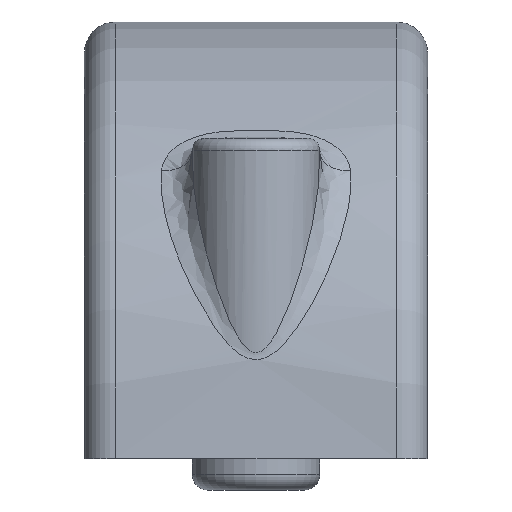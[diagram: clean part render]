
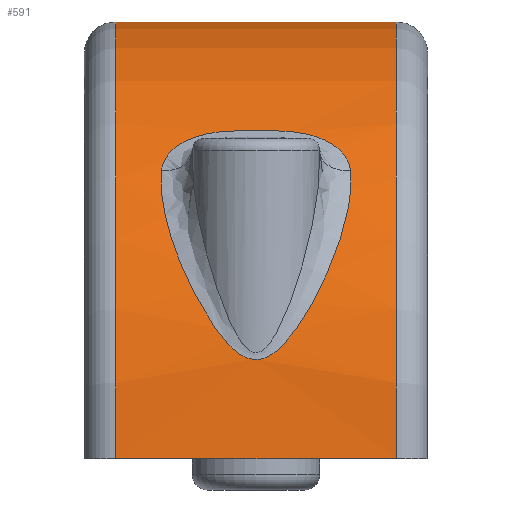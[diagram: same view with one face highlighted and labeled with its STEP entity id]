
A CAD part, left-side view. The second image highlights one B-rep face of the part: STEP entity #591.
In plain terms, the highlighted cylindrical face has radius 28 mm (diameter 56 mm), a partial arc.
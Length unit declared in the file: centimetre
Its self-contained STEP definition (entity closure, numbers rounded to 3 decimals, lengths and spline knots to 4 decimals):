
#40=FACE_BOUND('',#168,.T.);
#41=FACE_BOUND('',#169,.T.);
#54=LINE('',#1121,#80);
#55=LINE('',#1124,#81);
#80=VECTOR('',#726,1.);
#81=VECTOR('',#729,1.);
#107=CYLINDRICAL_SURFACE('',#636,2.8);
#125=FACE_OUTER_BOUND('',#167,.T.);
#167=EDGE_LOOP('',(#428,#429,#430,#431));
#168=EDGE_LOOP('',(#432,#433));
#169=EDGE_LOOP('',(#434,#435));
#223=CIRCLE('',#637,2.8);
#224=CIRCLE('',#638,2.8);
#264=B_SPLINE_CURVE_WITH_KNOTS('',3,(#982,#983,#984,#985,#986,#987,#988,
#989,#990,#991,#992),.UNSPECIFIED.,.F.,.F.,(4,1,1,1,1,1,1,1,4),(-1.6135,
-1.383,-1.1525,-0.922,-0.8068,
-0.6915,-0.461,-0.2305,0.),
 .UNSPECIFIED.);
#266=B_SPLINE_CURVE_WITH_KNOTS('',3,(#1082,#1083,#1084,#1085,#1086,#1087,
#1088,#1089,#1090,#1091,#1092,#1093,#1094,#1095,#1096,#1097),
 .UNSPECIFIED.,.F.,.F.,(4,1,1,1,1,1,1,1,1,1,1,1,1,4),(-3.3415,
-2.8642,-2.3868,-2.0686,-1.9094,
-1.7503,-1.6708,-1.5912,-1.5116,
-1.4321,-1.1934,-0.9547,-0.4774,
0.),.UNSPECIFIED.);
#268=B_SPLINE_CURVE_WITH_KNOTS('',3,(#1127,#1128,#1129,#1130,#1131,#1132,
#1133,#1134,#1135,#1136,#1137,#1138,#1139,#1140,#1141,#1142,#1143,#1144,
#1145,#1146,#1147,#1148,#1149),.UNSPECIFIED.,.F.,.F.,(4,1,1,1,1,1,1,1,1,
1,1,1,1,1,1,1,1,1,1,1,4),(-3.3415,-2.8642,-2.3868,
-2.1481,-2.0288,-1.9094,-1.7503,
-1.6708,-1.5912,-1.5514,-1.5116,
-1.4321,-1.3525,-1.273,-1.2531,
-1.2332,-1.1934,-1.1138,-0.9547,
-0.4774,0.),.UNSPECIFIED.);
#269=B_SPLINE_CURVE_WITH_KNOTS('',3,(#1150,#1151,#1152,#1153,#1154,#1155,
#1156,#1157,#1158,#1159,#1160,#1161),.UNSPECIFIED.,.F.,.F.,(4,1,1,1,1,1,
1,1,1,4),(-1.6135,-1.383,-1.1525,-0.922,
-0.8068,-0.6915,-0.5763,-0.461,
-0.2305,0.),.UNSPECIFIED.);
#281=VERTEX_POINT('',#979);
#282=VERTEX_POINT('',#981);
#284=VERTEX_POINT('',#1117);
#285=VERTEX_POINT('',#1118);
#286=VERTEX_POINT('',#1120);
#287=VERTEX_POINT('',#1122);
#288=VERTEX_POINT('',#1125);
#289=VERTEX_POINT('',#1126);
#335=EDGE_CURVE('',#281,#282,#264,.T.);
#338=EDGE_CURVE('',#282,#281,#266,.T.);
#341=EDGE_CURVE('',#284,#285,#223,.T.);
#342=EDGE_CURVE('',#286,#284,#54,.T.);
#343=EDGE_CURVE('',#287,#286,#224,.T.);
#344=EDGE_CURVE('',#287,#285,#55,.T.);
#345=EDGE_CURVE('',#288,#289,#268,.T.);
#346=EDGE_CURVE('',#289,#288,#269,.T.);
#428=ORIENTED_EDGE('',*,*,#341,.F.);
#429=ORIENTED_EDGE('',*,*,#342,.F.);
#430=ORIENTED_EDGE('',*,*,#343,.F.);
#431=ORIENTED_EDGE('',*,*,#344,.T.);
#432=ORIENTED_EDGE('',*,*,#345,.F.);
#433=ORIENTED_EDGE('',*,*,#346,.F.);
#434=ORIENTED_EDGE('',*,*,#335,.F.);
#435=ORIENTED_EDGE('',*,*,#338,.F.);
#591=ADVANCED_FACE('',(#125,#40,#41),#107,.T.);
#636=AXIS2_PLACEMENT_3D('',#1116,#722,#723);
#637=AXIS2_PLACEMENT_3D('',#1119,#724,#725);
#638=AXIS2_PLACEMENT_3D('',#1123,#727,#728);
#722=DIRECTION('center_axis',(0.,1.,0.));
#723=DIRECTION('ref_axis',(-0.707,0.,0.707));
#724=DIRECTION('center_axis',(0.,1.,0.));
#725=DIRECTION('ref_axis',(0.,0.,1.));
#726=DIRECTION('',(0.,1.,0.));
#727=DIRECTION('center_axis',(0.,-1.,0.));
#728=DIRECTION('ref_axis',(0.,0.,1.));
#729=DIRECTION('',(0.,1.,0.));
#979=CARTESIAN_POINT('',(2.1048,1.7062,1.8466));
#981=CARTESIAN_POINT('',(2.1048,0.4938,1.8466));
#982=CARTESIAN_POINT('Ctrl Pts',(2.1048,1.7062,1.8466));
#983=CARTESIAN_POINT('Ctrl Pts',(2.0576,1.7014,1.9004));
#984=CARTESIAN_POINT('Ctrl Pts',(1.9615,1.6415,2.0006));
#985=CARTESIAN_POINT('Ctrl Pts',(1.8647,1.447,2.0891));
#986=CARTESIAN_POINT('Ctrl Pts',(1.847,1.2536,2.1043));
#987=CARTESIAN_POINT('Ctrl Pts',(1.8489,1.1001,2.1028));
#988=CARTESIAN_POINT('Ctrl Pts',(1.8467,0.9468,2.1046));
#989=CARTESIAN_POINT('Ctrl Pts',(1.8652,0.7528,2.0886));
#990=CARTESIAN_POINT('Ctrl Pts',(1.9614,0.5585,2.0007));
#991=CARTESIAN_POINT('Ctrl Pts',(2.0576,0.4986,1.9004));
#992=CARTESIAN_POINT('Ctrl Pts',(2.1048,0.4938,1.8466));
#1082=CARTESIAN_POINT('Ctrl Pts',(2.1048,0.4938,1.8466));
#1083=CARTESIAN_POINT('Ctrl Pts',(2.2025,0.4839,1.7352));
#1084=CARTESIAN_POINT('Ctrl Pts',(2.3808,0.5187,1.4952));
#1085=CARTESIAN_POINT('Ctrl Pts',(2.5565,0.6493,1.1595));
#1086=CARTESIAN_POINT('Ctrl Pts',(2.6513,0.7862,0.9072));
#1087=CARTESIAN_POINT('Ctrl Pts',(2.6988,0.9032,0.7493));
#1088=CARTESIAN_POINT('Ctrl Pts',(2.7214,0.995,0.6597));
#1089=CARTESIAN_POINT('Ctrl Pts',(2.7284,1.1,0.6289));
#1090=CARTESIAN_POINT('Ctrl Pts',(2.7231,1.1789,0.652));
#1091=CARTESIAN_POINT('Ctrl Pts',(2.712,1.2412,0.697));
#1092=CARTESIAN_POINT('Ctrl Pts',(2.688,1.3294,0.787));
#1093=CARTESIAN_POINT('Ctrl Pts',(2.644,1.4252,0.9288));
#1094=CARTESIAN_POINT('Ctrl Pts',(2.5454,1.5596,1.1805));
#1095=CARTESIAN_POINT('Ctrl Pts',(2.3808,1.6809,1.4953));
#1096=CARTESIAN_POINT('Ctrl Pts',(2.2025,1.7161,1.7352));
#1097=CARTESIAN_POINT('Ctrl Pts',(2.1048,1.7062,1.8466));
#1116=CARTESIAN_POINT('Origin',(0.,0.,0.));
#1117=CARTESIAN_POINT('',(-2.8,2.,0.));
#1118=CARTESIAN_POINT('',(2.8,2.,0.));
#1119=CARTESIAN_POINT('Origin',(0.,2.,0.));
#1120=CARTESIAN_POINT('',(-2.8,0.2,0.));
#1121=CARTESIAN_POINT('',(-2.8,0.,0.));
#1122=CARTESIAN_POINT('',(2.8,0.2,0.));
#1123=CARTESIAN_POINT('Origin',(0.,0.2,0.));
#1124=CARTESIAN_POINT('',(2.8,0.,0.));
#1125=CARTESIAN_POINT('',(-2.1048,1.7062,1.8466));
#1126=CARTESIAN_POINT('',(-2.1048,0.4938,1.8466));
#1127=CARTESIAN_POINT('Ctrl Pts',(-2.1048,1.7062,1.8466));
#1128=CARTESIAN_POINT('Ctrl Pts',(-2.2025,1.7161,1.7352));
#1129=CARTESIAN_POINT('Ctrl Pts',(-2.3807,1.6811,1.4956));
#1130=CARTESIAN_POINT('Ctrl Pts',(-2.5456,1.5592,1.18));
#1131=CARTESIAN_POINT('Ctrl Pts',(-2.6315,1.4421,0.9606));
#1132=CARTESIAN_POINT('Ctrl Pts',(-2.6723,1.3632,0.8375));
#1133=CARTESIAN_POINT('Ctrl Pts',(-2.7009,1.2874,0.7412));
#1134=CARTESIAN_POINT('Ctrl Pts',(-2.7214,1.2049,0.6594));
#1135=CARTESIAN_POINT('Ctrl Pts',(-2.7285,1.1001,0.6287));
#1136=CARTESIAN_POINT('Ctrl Pts',(-2.7241,1.034,0.6478));
#1137=CARTESIAN_POINT('Ctrl Pts',(-2.7176,0.9901,0.6744));
#1138=CARTESIAN_POINT('Ctrl Pts',(-2.7097,0.9498,0.7058));
#1139=CARTESIAN_POINT('Ctrl Pts',(-2.6977,0.9057,0.7507));
#1140=CARTESIAN_POINT('Ctrl Pts',(-2.6809,0.859,0.8086));
#1141=CARTESIAN_POINT('Ctrl Pts',(-2.6669,0.8275,0.8535));
#1142=CARTESIAN_POINT('Ctrl Pts',(-2.6568,0.8075,0.8839));
#1143=CARTESIAN_POINT('Ctrl Pts',(-2.65,0.7944,0.9043));
#1144=CARTESIAN_POINT('Ctrl Pts',(-2.6376,0.7721,0.9401));
#1145=CARTESIAN_POINT('Ctrl Pts',(-2.6111,0.7299,1.0128));
#1146=CARTESIAN_POINT('Ctrl Pts',(-2.5344,0.6324,1.2016));
#1147=CARTESIAN_POINT('Ctrl Pts',(-2.3809,0.5192,1.4952));
#1148=CARTESIAN_POINT('Ctrl Pts',(-2.2025,0.4839,1.7352));
#1149=CARTESIAN_POINT('Ctrl Pts',(-2.1048,0.4938,1.8466));
#1150=CARTESIAN_POINT('Ctrl Pts',(-2.1048,0.4938,1.8466));
#1151=CARTESIAN_POINT('Ctrl Pts',(-2.0576,0.4986,1.9004));
#1152=CARTESIAN_POINT('Ctrl Pts',(-1.9616,0.5586,2.0006));
#1153=CARTESIAN_POINT('Ctrl Pts',(-1.8646,0.753,2.0891));
#1154=CARTESIAN_POINT('Ctrl Pts',(-1.8472,0.9465,2.1042));
#1155=CARTESIAN_POINT('Ctrl Pts',(-1.8488,1.0999,2.1028));
#1156=CARTESIAN_POINT('Ctrl Pts',(-1.8476,1.2152,2.1038));
#1157=CARTESIAN_POINT('Ctrl Pts',(-1.8536,1.3304,2.0986));
#1158=CARTESIAN_POINT('Ctrl Pts',(-1.8813,1.4797,2.0739));
#1159=CARTESIAN_POINT('Ctrl Pts',(-1.9613,1.6412,2.0008));
#1160=CARTESIAN_POINT('Ctrl Pts',(-2.0576,1.7014,1.9004));
#1161=CARTESIAN_POINT('Ctrl Pts',(-2.1048,1.7062,1.8466));
